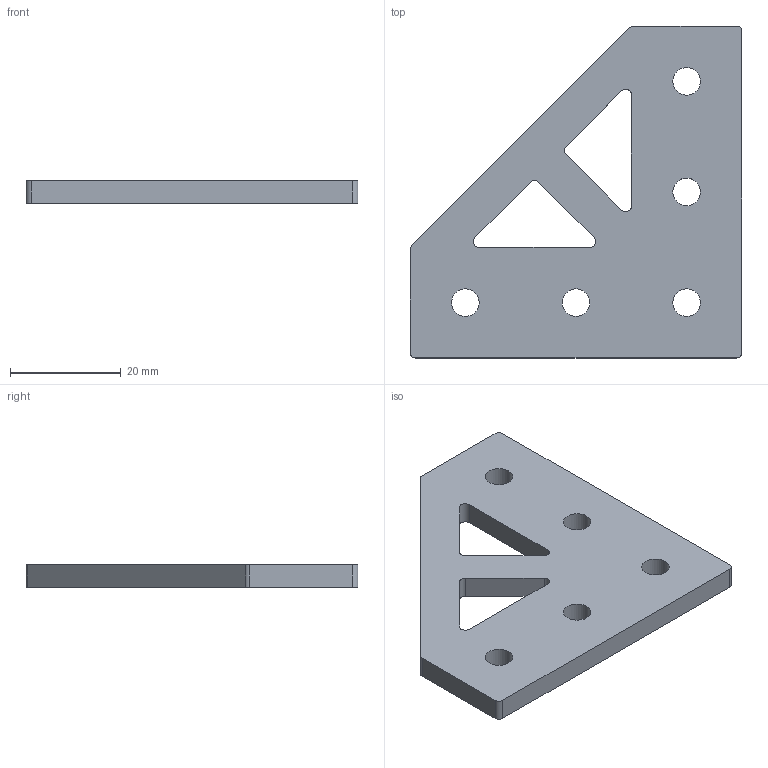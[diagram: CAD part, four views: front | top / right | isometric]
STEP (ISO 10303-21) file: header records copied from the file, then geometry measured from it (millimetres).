
FILE_DESCRIPTION(/* description */ (''),/* implementation_level */ '2;1');
FILE_NAME(/* name */ 'C-Bot 3x3 L Corner.stp',/* time_stamp */ '2015-10-18T17:48:23+01:00',/* author */ (''),/* organization */ (''),/* preprocessor_version */ 'ST-DEVELOPER v15.2',/* originating_system */ 'Autodesk Translator Framework v2.0.0.5431',/* authorisation */ '');
FILE_SCHEMA (('AUTOMOTIVE_DESIGN { 1 0 10303 214 3 1 1 }'));
Length unit declared in the file: centimetre
Products named in the file (1): C-Bot 3x3 L Corner
Bounding box: 60 x 60 x 4 mm (x, y, z)
Volume: 9576 mm3; surface area: 6402.8 mm2
Topology: 1 solids, 1 shells, 29 faces, 81 edges, 54 vertices
Faces by surface type: cylinder 16, plane 13
Full cylindrical faces by diameter (mm): 5 x5
Entity records: 961 total; most frequent: DIRECTION 168, CARTESIAN_POINT 160, ORIENTED_EDGE 152, EDGE_CURVE 76, AXIS2_PLACEMENT_3D 62, VERTEX_POINT 54, EDGE_LOOP 48, LINE 44
